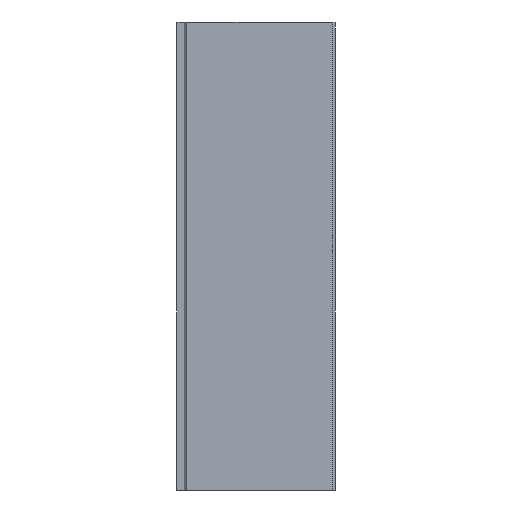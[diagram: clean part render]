
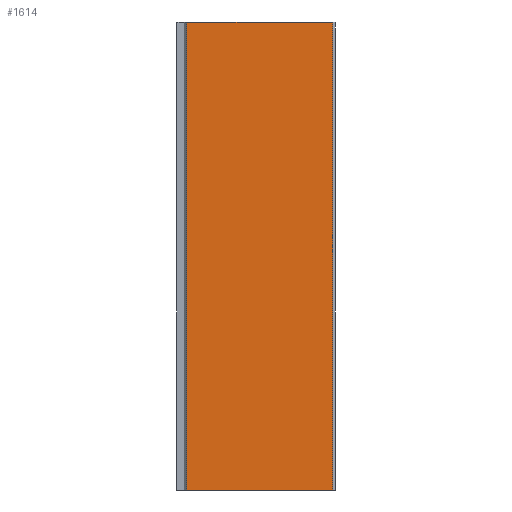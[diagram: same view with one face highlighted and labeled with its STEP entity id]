
A CAD part, front view. The second image highlights one B-rep face of the part: STEP entity #1614.
In plain terms, the highlighted planar face has unit normal (0, -1, 0).
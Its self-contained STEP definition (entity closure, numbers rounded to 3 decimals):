
#104=FACE_OUTER_BOUND('',#199,.T.);
#199=EDGE_LOOP('',(#1052,#1053,#1054,#1055));
#343=LINE('',#2394,#515);
#344=LINE('',#2397,#516);
#345=LINE('',#2399,#517);
#346=LINE('',#2400,#518);
#515=VECTOR('',#1916,10.);
#516=VECTOR('',#1919,10.);
#517=VECTOR('',#1920,10.);
#518=VECTOR('',#1921,10.);
#681=VERTEX_POINT('',#2390);
#682=VERTEX_POINT('',#2392);
#683=VERTEX_POINT('',#2396);
#684=VERTEX_POINT('',#2398);
#828=EDGE_CURVE('',#681,#682,#343,.T.);
#829=EDGE_CURVE('',#682,#683,#344,.T.);
#830=EDGE_CURVE('',#683,#684,#345,.T.);
#831=EDGE_CURVE('',#684,#681,#346,.T.);
#1052=ORIENTED_EDGE('',*,*,#828,.T.);
#1053=ORIENTED_EDGE('',*,*,#829,.T.);
#1054=ORIENTED_EDGE('',*,*,#830,.T.);
#1055=ORIENTED_EDGE('',*,*,#831,.T.);
#1445=PLANE('',#1732);
#1614=ADVANCED_FACE('',(#104),#1445,.T.);
#1732=AXIS2_PLACEMENT_3D('',#2395,#1917,#1918);
#1916=DIRECTION('',(0.,0.,1.));
#1917=DIRECTION('center_axis',(0.,-1.,0.));
#1918=DIRECTION('ref_axis',(1.,0.,0.));
#1919=DIRECTION('',(-1.,0.,0.));
#1920=DIRECTION('',(0.,0.,-1.));
#1921=DIRECTION('',(1.,0.,0.));
#2390=CARTESIAN_POINT('',(644.428,50.,-1920.));
#2392=CARTESIAN_POINT('',(644.428,50.,0.));
#2394=CARTESIAN_POINT('',(644.428,50.,-1920.247));
#2395=CARTESIAN_POINT('Origin',(5.572,50.,-1920.));
#2396=CARTESIAN_POINT('',(45.572,50.,0.));
#2397=CARTESIAN_POINT('',(167.786,50.,0.));
#2398=CARTESIAN_POINT('',(45.572,50.,-1920.));
#2399=CARTESIAN_POINT('',(45.572,50.,-1920.));
#2400=CARTESIAN_POINT('',(167.786,50.,-1920.));
